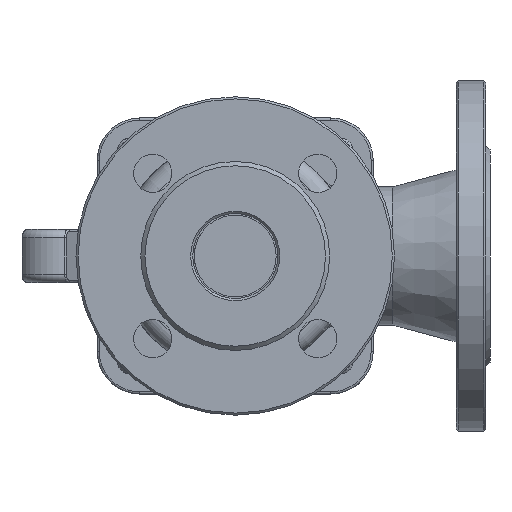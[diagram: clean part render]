
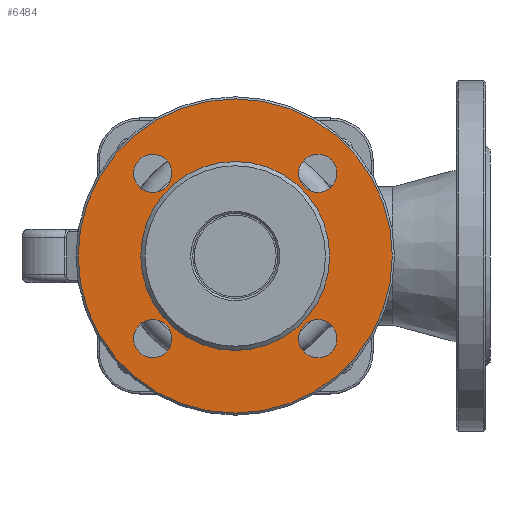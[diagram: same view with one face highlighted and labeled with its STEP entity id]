
A CAD part, front view. The second image highlights one B-rep face of the part: STEP entity #6484.
In plain terms, the highlighted planar face has unit normal (0, -1, 0).
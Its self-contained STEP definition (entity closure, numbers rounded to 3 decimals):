
#264=PLANE('',#7199);
#409=FACE_BOUND('',#2052,.T.);
#410=FACE_BOUND('',#2053,.T.);
#411=FACE_BOUND('',#2054,.T.);
#412=FACE_BOUND('',#2055,.T.);
#413=FACE_BOUND('',#2056,.T.);
#1616=FACE_OUTER_BOUND('',#2051,.T.);
#2051=EDGE_LOOP('',(#4895));
#2052=EDGE_LOOP('',(#4896));
#2053=EDGE_LOOP('',(#4897));
#2054=EDGE_LOOP('',(#4898));
#2055=EDGE_LOOP('',(#4899));
#2056=EDGE_LOOP('',(#4900));
#2452=CIRCLE('',#7197,44.5);
#2454=CIRCLE('',#7200,74.);
#2455=CIRCLE('',#7201,9.);
#2456=CIRCLE('',#7202,9.);
#2457=CIRCLE('',#7203,9.);
#2458=CIRCLE('',#7204,9.);
#2946=VERTEX_POINT('',#11530);
#2948=VERTEX_POINT('',#11536);
#2949=VERTEX_POINT('',#11538);
#2950=VERTEX_POINT('',#11540);
#2951=VERTEX_POINT('',#11542);
#2952=VERTEX_POINT('',#11544);
#3641=EDGE_CURVE('',#2946,#2946,#2452,.T.);
#3644=EDGE_CURVE('',#2948,#2948,#2454,.T.);
#3645=EDGE_CURVE('',#2949,#2949,#2455,.T.);
#3646=EDGE_CURVE('',#2950,#2950,#2456,.T.);
#3647=EDGE_CURVE('',#2951,#2951,#2457,.T.);
#3648=EDGE_CURVE('',#2952,#2952,#2458,.T.);
#4895=ORIENTED_EDGE('',*,*,#3644,.F.);
#4896=ORIENTED_EDGE('',*,*,#3645,.F.);
#4897=ORIENTED_EDGE('',*,*,#3646,.F.);
#4898=ORIENTED_EDGE('',*,*,#3647,.F.);
#4899=ORIENTED_EDGE('',*,*,#3648,.F.);
#4900=ORIENTED_EDGE('',*,*,#3641,.F.);
#6484=ADVANCED_FACE('',(#1616,#409,#410,#411,#412,#413),#264,.F.);
#7197=AXIS2_PLACEMENT_3D('',#11531,#8362,#8363);
#7199=AXIS2_PLACEMENT_3D('',#11535,#8367,#8368);
#7200=AXIS2_PLACEMENT_3D('',#11537,#8369,#8370);
#7201=AXIS2_PLACEMENT_3D('',#11539,#8371,#8372);
#7202=AXIS2_PLACEMENT_3D('',#11541,#8373,#8374);
#7203=AXIS2_PLACEMENT_3D('',#11543,#8375,#8376);
#7204=AXIS2_PLACEMENT_3D('',#11545,#8377,#8378);
#8362=DIRECTION('center_axis',(0.,-1.,0.));
#8363=DIRECTION('ref_axis',(1.,0.,0.));
#8367=DIRECTION('center_axis',(0.,1.,0.));
#8368=DIRECTION('ref_axis',(0.,0.,1.));
#8369=DIRECTION('center_axis',(0.,1.,0.));
#8370=DIRECTION('ref_axis',(-1.,0.,0.));
#8371=DIRECTION('center_axis',(0.,-1.,0.));
#8372=DIRECTION('ref_axis',(-1.,0.,0.));
#8373=DIRECTION('center_axis',(0.,-1.,0.));
#8374=DIRECTION('ref_axis',(-1.,0.,0.));
#8375=DIRECTION('center_axis',(0.,-1.,0.));
#8376=DIRECTION('ref_axis',(-1.,0.,0.));
#8377=DIRECTION('center_axis',(0.,-1.,0.));
#8378=DIRECTION('ref_axis',(-1.,0.,0.));
#11530=CARTESIAN_POINT('',(-44.5,2.,0.));
#11531=CARTESIAN_POINT('Origin',(0.,2.,0.));
#11535=CARTESIAN_POINT('Origin',(0.,2.,0.));
#11536=CARTESIAN_POINT('',(74.,2.,0.));
#11537=CARTESIAN_POINT('Origin',(0.,2.,0.));
#11538=CARTESIAN_POINT('',(47.891,2.,38.891));
#11539=CARTESIAN_POINT('Origin',(38.891,2.,38.891));
#11540=CARTESIAN_POINT('',(47.891,2.,-38.891));
#11541=CARTESIAN_POINT('Origin',(38.891,2.,-38.891));
#11542=CARTESIAN_POINT('',(-29.891,2.,-38.891));
#11543=CARTESIAN_POINT('Origin',(-38.891,2.,-38.891));
#11544=CARTESIAN_POINT('',(-29.891,2.,38.891));
#11545=CARTESIAN_POINT('Origin',(-38.891,2.,38.891));
